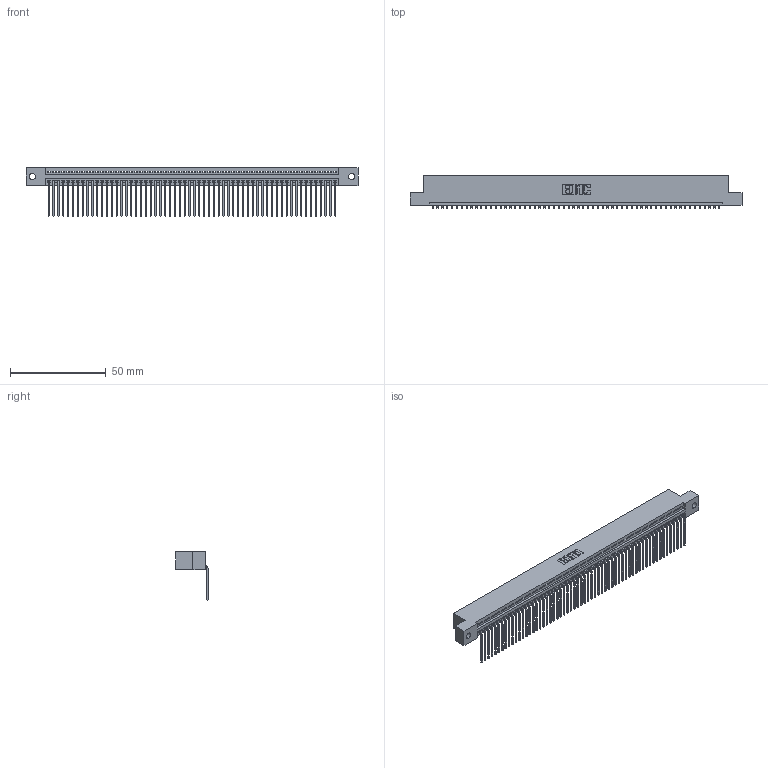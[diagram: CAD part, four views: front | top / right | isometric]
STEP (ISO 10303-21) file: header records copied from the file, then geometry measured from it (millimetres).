
FILE_DESCRIPTION (( 'STEP AP203' ), '1' );
FILE_NAME ('345-060-559-102.STEP', '2018-09-27T04:49:16', ( '' ), ( '' ), 'SwSTEP 2.0', 'SolidWorks 2016', '' );
FILE_SCHEMA (( 'CONFIG_CONTROL_DESIGN' ));
Length unit declared in the file: inch
Products named in the file (3): 345 Part_Flush Mounting Lugs - 0.128 Dia; 345-060-559-102; 345-292-001_558 559 Tail - 1
Assembly tree (61 placements, depth 2):
  345-060-559-102
    345 Part_Flush Mounting Lugs - 0.128 Dia
    345-292-001_558 559 Tail - 1  x60
Bounding box: 173.61 x 16.75 x 25.53 mm (x, y, z)
Volume: 16800.2 mm3; surface area: 23473.8 mm2
Topology: 61 solids, 61 shells, 3726 faces, 11261 edges, 7426 vertices
Faces by surface type: plane 2600, cylinder 1126
Entity records: 42821 total; most frequent: CARTESIAN_POINT 7424, ORIENTED_EDGE 7418, DIRECTION 6457, EDGE_CURVE 3709, LINE 3337, VECTOR 3337, VERTEX_POINT 2470, AXIS2_PLACEMENT_3D 1560
